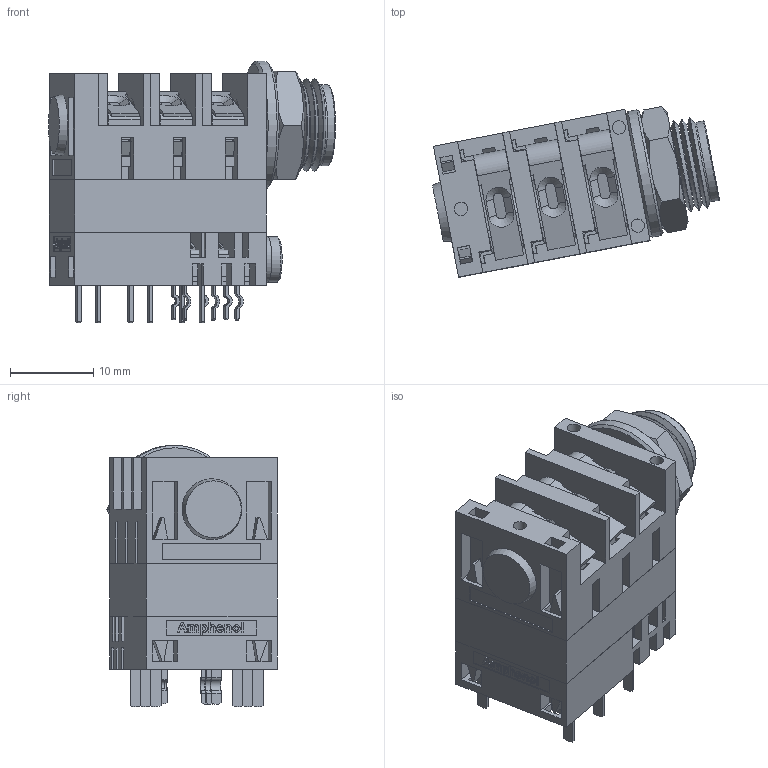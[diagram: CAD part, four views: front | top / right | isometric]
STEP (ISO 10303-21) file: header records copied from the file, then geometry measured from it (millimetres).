
FILE_DESCRIPTION(/* description */ (''),/* implementation_level */ '2;1');
FILE_NAME(/* name */ 'ACJS-MHD895.stp',/* time_stamp */ '2020-08-24T22:40:03+10:00',/* author */ ('minh'),/* organization */ (''),/* preprocessor_version */ 'ST-DEVELOPER v16.1',/* originating_system */ 'Autodesk Inventor 2016',/* authorisation */ '');
FILE_SCHEMA (('AUTOMOTIVE_DESIGN { 1 0 10303 214 3 1 1 }'));
Length unit declared in the file: inch
Products named in the file (1): 55010386-000_Shrinkwrap_1
Bounding box: 34.44 x 20.49 x 31.38 mm (x, y, z)
Surface area: 7482.2 mm2 (no closed solid volume)
Topology: 0 solids, 42 shells, 512 faces, 2344 edges, 1800 vertices
Faces by surface type: plane 395, cylinder 61, cone 37, bspline 12, torus 7
Full cylindrical faces by diameter (mm): 1.6 x3, 3.6 x2, 5.5 x2, 6.45 x1, 6.5 x1, 9.7 x2, 15.35 x1
Entity records: 24324 total; most frequent: CARTESIAN_POINT 5674, DIRECTION 3395, ORIENTED_EDGE 3331, EDGE_CURVE 2307, LINE 1899, VECTOR 1899, VERTEX_POINT 1796, AXIS2_PLACEMENT_3D 748
